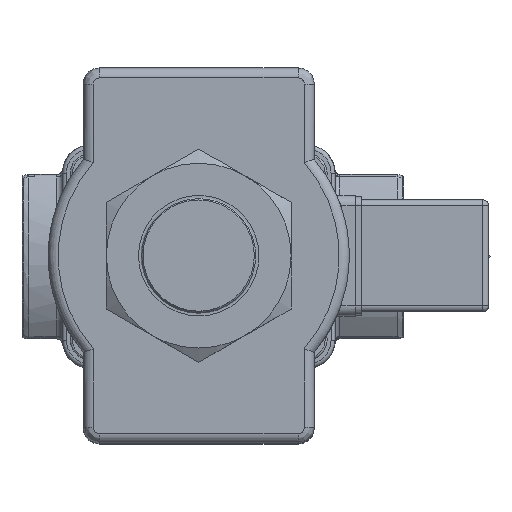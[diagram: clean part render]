
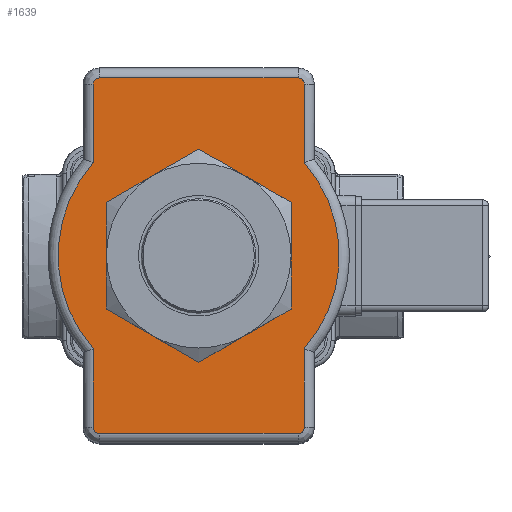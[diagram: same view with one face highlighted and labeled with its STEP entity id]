
A CAD part, top view. The second image highlights one B-rep face of the part: STEP entity #1639.
In plain terms, the highlighted planar face has unit normal (0, 0, 1).
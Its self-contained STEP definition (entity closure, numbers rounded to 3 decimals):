
#1639 = ADVANCED_FACE( '', ( #4118, #4119 ), #4120, .T. );
#4118 = FACE_BOUND( '', #8330, .T. );
#4119 = FACE_OUTER_BOUND( '', #8331, .T. );
#4120 = PLANE( '', #8332 );
#8330 = EDGE_LOOP( '', ( #21689 ) );
#8331 = EDGE_LOOP( '', ( #21690, #21691, #21692, #21693, #21694, #21695, #21696, #21697, #21698, #21699, #21700, #21701 ) );
#8332 = AXIS2_PLACEMENT_3D( '', #21702, #21703, #21704 );
#21689 = ORIENTED_EDGE( '', *, *, #30804, .T. );
#21690 = ORIENTED_EDGE( '', *, *, #30805, .F. );
#21691 = ORIENTED_EDGE( '', *, *, #30806, .T. );
#21692 = ORIENTED_EDGE( '', *, *, #30807, .F. );
#21693 = ORIENTED_EDGE( '', *, *, #30808, .T. );
#21694 = ORIENTED_EDGE( '', *, *, #30809, .T. );
#21695 = ORIENTED_EDGE( '', *, *, #30810, .T. );
#21696 = ORIENTED_EDGE( '', *, *, #30811, .F. );
#21697 = ORIENTED_EDGE( '', *, *, #30812, .T. );
#21698 = ORIENTED_EDGE( '', *, *, #30813, .F. );
#21699 = ORIENTED_EDGE( '', *, *, #30814, .T. );
#21700 = ORIENTED_EDGE( '', *, *, #30815, .T. );
#21701 = ORIENTED_EDGE( '', *, *, #30816, .T. );
#21702 = CARTESIAN_POINT( '', ( 0., 0., 72.5 ) );
#21703 = DIRECTION( '', ( 0., 0., 1. ) );
#21704 = DIRECTION( '', ( 1., 0., 0. ) );
#30804 = EDGE_CURVE( '', #34653, #34653, #34654, .T. );
#30805 = EDGE_CURVE( '', #34655, #34656, #34657, .F. );
#30806 = EDGE_CURVE( '', #34655, #34658, #34659, .T. );
#30807 = EDGE_CURVE( '', #34660, #34658, #34661, .F. );
#30808 = EDGE_CURVE( '', #34660, #34662, #34663, .T. );
#30809 = EDGE_CURVE( '', #34662, #34664, #34665, .T. );
#30810 = EDGE_CURVE( '', #34664, #34666, #34667, .T. );
#30811 = EDGE_CURVE( '', #34668, #34666, #34669, .F. );
#30812 = EDGE_CURVE( '', #34668, #34670, #34671, .T. );
#30813 = EDGE_CURVE( '', #34672, #34670, #34673, .F. );
#30814 = EDGE_CURVE( '', #34672, #34674, #34675, .T. );
#30815 = EDGE_CURVE( '', #34674, #34676, #34677, .T. );
#30816 = EDGE_CURVE( '', #34676, #34656, #34678, .T. );
#34653 = VERTEX_POINT( '', #40839 );
#34654 = CIRCLE( '', #40840, 19.732 );
#34655 = VERTEX_POINT( '', #40841 );
#34656 = VERTEX_POINT( '', #40842 );
#34657 = CIRCLE( '', #40843, 1.5 );
#34658 = VERTEX_POINT( '', #40844 );
#34659 = LINE( '', #40845, #40846 );
#34660 = VERTEX_POINT( '', #40847 );
#34661 = CIRCLE( '', #40848, 1.5 );
#34662 = VERTEX_POINT( '', #40849 );
#34663 = LINE( '', #40850, #40851 );
#34664 = VERTEX_POINT( '', #40852 );
#34665 = CIRCLE( '', #40853, 35. );
#34666 = VERTEX_POINT( '', #40854 );
#34667 = LINE( '', #40855, #40856 );
#34668 = VERTEX_POINT( '', #40857 );
#34669 = CIRCLE( '', #40858, 1.5 );
#34670 = VERTEX_POINT( '', #40859 );
#34671 = LINE( '', #40860, #40861 );
#34672 = VERTEX_POINT( '', #40862 );
#34673 = CIRCLE( '', #40863, 1.5 );
#34674 = VERTEX_POINT( '', #40864 );
#34675 = LINE( '', #40865, #40866 );
#34676 = VERTEX_POINT( '', #40867 );
#34677 = CIRCLE( '', #40868, 35. );
#34678 = LINE( '', #40869, #40870 );
#40839 = CARTESIAN_POINT( '', ( -19.732, 0., 72.5 ) );
#40840 = AXIS2_PLACEMENT_3D( '', #52363, #52364, #52365 );
#40841 = CARTESIAN_POINT( '', ( 24.75, 44.25, 72.5 ) );
#40842 = CARTESIAN_POINT( '', ( 26.25, 42.75, 72.5 ) );
#40843 = AXIS2_PLACEMENT_3D( '', #52366, #52367, #52368 );
#40844 = CARTESIAN_POINT( '', ( -24.75, 44.25, 72.5 ) );
#40845 = CARTESIAN_POINT( '', ( -28.75, 44.25, 72.5 ) );
#40846 = VECTOR( '', #52369, 1000. );
#40847 = CARTESIAN_POINT( '', ( -26.25, 42.75, 72.5 ) );
#40848 = AXIS2_PLACEMENT_3D( '', #52370, #52371, #52372 );
#40849 = CARTESIAN_POINT( '', ( -26.25, 23.15, 72.5 ) );
#40850 = CARTESIAN_POINT( '', ( -26.25, 24.077, 72.5 ) );
#40851 = VECTOR( '', #52373, 1000. );
#40852 = CARTESIAN_POINT( '', ( -26.25, -23.15, 72.5 ) );
#40853 = AXIS2_PLACEMENT_3D( '', #52374, #52375, #52376 );
#40854 = CARTESIAN_POINT( '', ( -26.25, -42.75, 72.5 ) );
#40855 = CARTESIAN_POINT( '', ( -26.25, -46.75, 72.5 ) );
#40856 = VECTOR( '', #52377, 1000. );
#40857 = CARTESIAN_POINT( '', ( -24.75, -44.25, 72.5 ) );
#40858 = AXIS2_PLACEMENT_3D( '', #52378, #52379, #52380 );
#40859 = CARTESIAN_POINT( '', ( 24.75, -44.25, 72.5 ) );
#40860 = CARTESIAN_POINT( '', ( 28.75, -44.25, 72.5 ) );
#40861 = VECTOR( '', #52381, 1000. );
#40862 = CARTESIAN_POINT( '', ( 26.25, -42.75, 72.5 ) );
#40863 = AXIS2_PLACEMENT_3D( '', #52382, #52383, #52384 );
#40864 = CARTESIAN_POINT( '', ( 26.25, -23.15, 72.5 ) );
#40865 = CARTESIAN_POINT( '', ( 26.25, -24.077, 72.5 ) );
#40866 = VECTOR( '', #52385, 1000. );
#40867 = CARTESIAN_POINT( '', ( 26.25, 23.15, 72.5 ) );
#40868 = AXIS2_PLACEMENT_3D( '', #52386, #52387, #52388 );
#40869 = CARTESIAN_POINT( '', ( 26.25, 46.75, 72.5 ) );
#40870 = VECTOR( '', #52389, 1000. );
#52363 = CARTESIAN_POINT( '', ( 0., 0., 72.5 ) );
#52364 = DIRECTION( '', ( 0., 0., -1. ) );
#52365 = DIRECTION( '', ( -1., 0., 0. ) );
#52366 = CARTESIAN_POINT( '', ( 24.75, 42.75, 72.5 ) );
#52367 = DIRECTION( '', ( 0., 0., 1. ) );
#52368 = DIRECTION( '', ( 1., 0., 0. ) );
#52369 = DIRECTION( '', ( -1., 0., 0. ) );
#52370 = CARTESIAN_POINT( '', ( -24.75, 42.75, 72.5 ) );
#52371 = DIRECTION( '', ( 0., 0., 1. ) );
#52372 = DIRECTION( '', ( 1., 0., 0. ) );
#52373 = DIRECTION( '', ( 0., -1., 0. ) );
#52374 = CARTESIAN_POINT( '', ( 0., 0., 72.5 ) );
#52375 = DIRECTION( '', ( 0., 0., 1. ) );
#52376 = DIRECTION( '', ( 1., 0., 0. ) );
#52377 = DIRECTION( '', ( 0., -1., 0. ) );
#52378 = CARTESIAN_POINT( '', ( -24.75, -42.75, 72.5 ) );
#52379 = DIRECTION( '', ( 0., 0., 1. ) );
#52380 = DIRECTION( '', ( 1., 0., 0. ) );
#52381 = DIRECTION( '', ( 1., 0., 0. ) );
#52382 = CARTESIAN_POINT( '', ( 24.75, -42.75, 72.5 ) );
#52383 = DIRECTION( '', ( 0., 0., 1. ) );
#52384 = DIRECTION( '', ( 1., 0., 0. ) );
#52385 = DIRECTION( '', ( 0., 1., 0. ) );
#52386 = CARTESIAN_POINT( '', ( 0., 0., 72.5 ) );
#52387 = DIRECTION( '', ( 0., 0., 1. ) );
#52388 = DIRECTION( '', ( 1., 0., 0. ) );
#52389 = DIRECTION( '', ( 0., 1., 0. ) );
